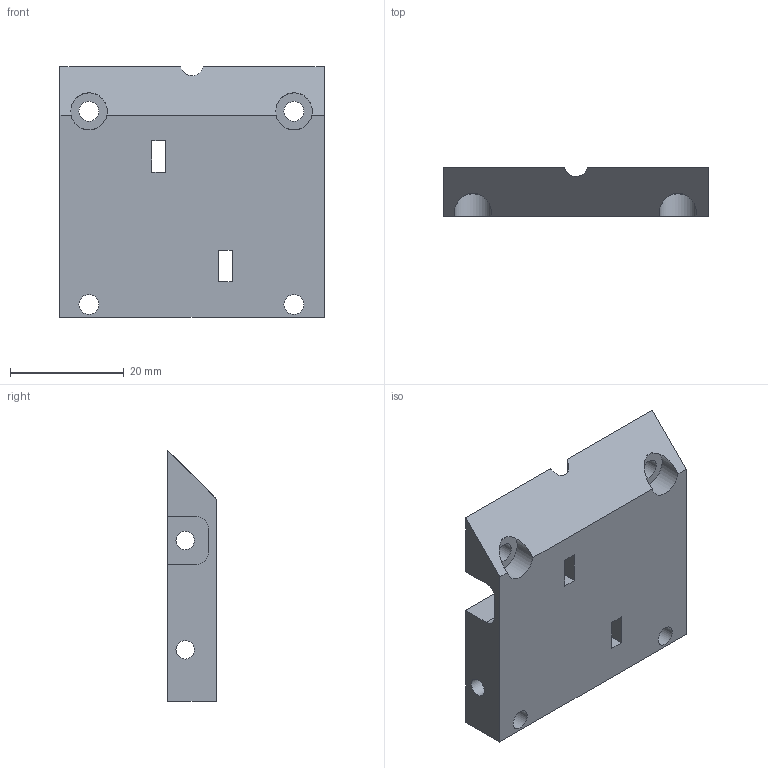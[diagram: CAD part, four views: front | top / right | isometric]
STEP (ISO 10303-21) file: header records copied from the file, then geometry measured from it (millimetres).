
FILE_DESCRIPTION(/* description */ (''),/* implementation_level */ '2;1');
FILE_NAME(/* name */ 'Step''s/1-tensioner_mount_bracket v4.step',/* time_stamp */ '2019-10-20T17:03:10-04:00',/* author */ (''),/* organization */ (''),/* preprocessor_version */ 'ST-DEVELOPER v18',/* originating_system */ 'Autodesk Translation Framework v8.6.0.1094',/* authorisation */ '');
FILE_SCHEMA (('AUTOMOTIVE_DESIGN { 1 0 10303 214 3 1 1 }','AP242_MANAGED_MODEL_BASED_3D_ENGINEERING_MIM_LF { 1 0 10303 442 1 1 4 }'));
Length unit declared in the file: millimetre
Products named in the file (1): 1-tensioner_mount_bracket
Bounding box: 46.5 x 8.5 x 44.1 mm (x, y, z)
Volume: 12949.8 mm3; surface area: 6784.1 mm2
Topology: 1 solids, 1 shells, 40 faces, 116 edges, 78 vertices
Faces by surface type: plane 25, cylinder 15
Full cylindrical faces by diameter (mm): 3.25 x4, 3.5 x4, 6.5 x2
Entity records: 1480 total; most frequent: CARTESIAN_POINT 301, ORIENTED_EDGE 232, DIRECTION 230, EDGE_CURVE 116, LINE 80, VECTOR 80, VERTEX_POINT 78, AXIS2_PLACEMENT_3D 75
